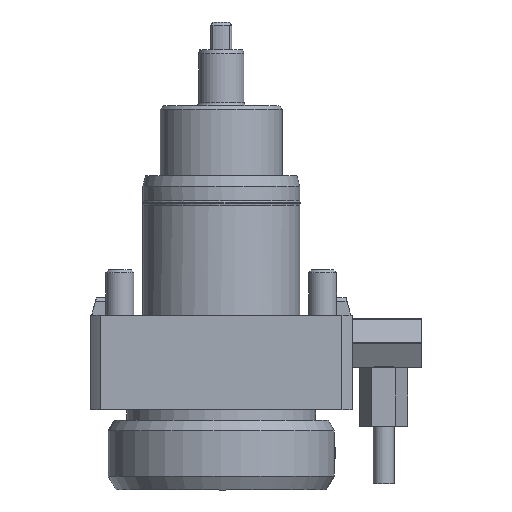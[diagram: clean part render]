
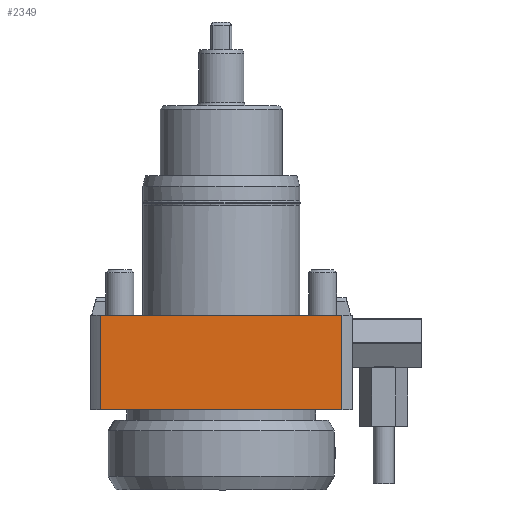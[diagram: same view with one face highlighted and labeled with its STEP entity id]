
A CAD part, front view. The second image highlights one B-rep face of the part: STEP entity #2349.
In plain terms, the highlighted planar face has unit normal (0, -1, 0).
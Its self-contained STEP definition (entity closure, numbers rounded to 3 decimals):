
#124=PLANE('',#2598);
#264=FACE_OUTER_BOUND('',#411,.T.);
#411=EDGE_LOOP('',(#2118,#2119,#2120,#2121));
#591=LINE('',#3747,#817);
#607=LINE('',#3801,#833);
#653=LINE('',#4053,#879);
#654=LINE('',#4055,#880);
#817=VECTOR('',#3002,10.);
#833=VECTOR('',#3070,10.);
#879=VECTOR('',#3256,10.);
#880=VECTOR('',#3259,10.);
#1126=VERTEX_POINT('',#3744);
#1127=VERTEX_POINT('',#3746);
#1138=VERTEX_POINT('',#3798);
#1139=VERTEX_POINT('',#3800);
#1401=EDGE_CURVE('',#1127,#1126,#591,.T.);
#1433=EDGE_CURVE('',#1139,#1138,#607,.T.);
#1522=EDGE_CURVE('',#1126,#1139,#653,.T.);
#1523=EDGE_CURVE('',#1127,#1138,#654,.T.);
#2118=ORIENTED_EDGE('',*,*,#1401,.T.);
#2119=ORIENTED_EDGE('',*,*,#1522,.T.);
#2120=ORIENTED_EDGE('',*,*,#1433,.T.);
#2121=ORIENTED_EDGE('',*,*,#1523,.F.);
#2349=ADVANCED_FACE('',(#264),#124,.T.);
#2598=AXIS2_PLACEMENT_3D('',#4054,#3257,#3258);
#3002=DIRECTION('',(1.,0.,0.));
#3070=DIRECTION('',(-1.,0.,0.));
#3256=DIRECTION('',(0.,0.,1.));
#3257=DIRECTION('center_axis',(0.,-1.,0.));
#3258=DIRECTION('ref_axis',(0.,0.,1.));
#3259=DIRECTION('',(0.,0.,1.));
#3744=CARTESIAN_POINT('',(34.565,-37.5,-27.));
#3746=CARTESIAN_POINT('',(-34.565,-37.5,-27.));
#3747=CARTESIAN_POINT('',(17.,-37.5,-27.));
#3798=CARTESIAN_POINT('',(-34.565,-37.5,0.));
#3800=CARTESIAN_POINT('',(34.565,-37.5,0.));
#3801=CARTESIAN_POINT('',(37.5,-37.5,0.));
#4053=CARTESIAN_POINT('',(34.565,-37.5,0.));
#4054=CARTESIAN_POINT('Origin',(-37.5,-37.5,0.));
#4055=CARTESIAN_POINT('',(-34.565,-37.5,-23.5));
